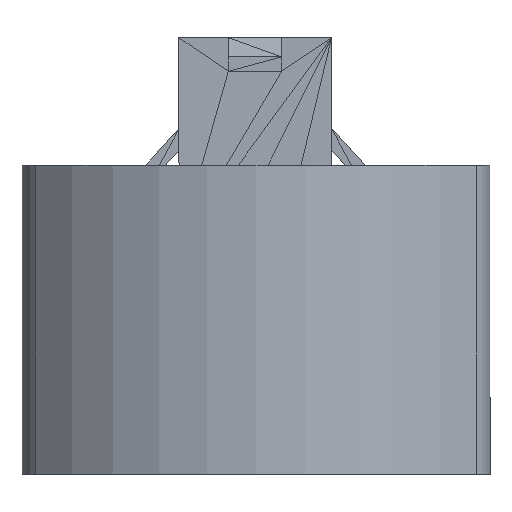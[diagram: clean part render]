
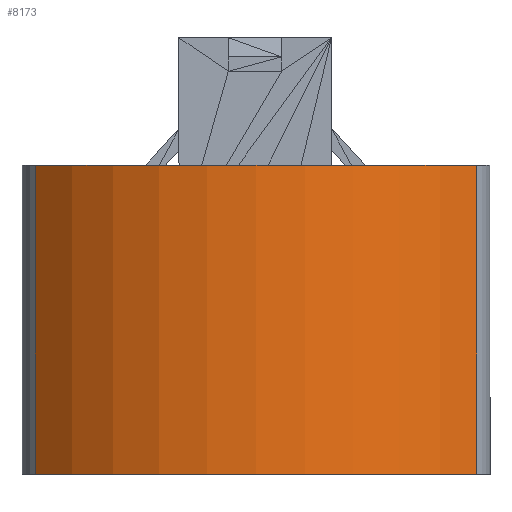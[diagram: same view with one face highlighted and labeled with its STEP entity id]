
A CAD part, front view. The second image highlights one B-rep face of the part: STEP entity #8173.
In plain terms, the highlighted cylindrical face has radius 15.585 mm (diameter 31.169 mm), a partial arc.
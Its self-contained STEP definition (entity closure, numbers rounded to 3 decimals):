
#64=CIRCLE('',#8836,15.585);
#65=CIRCLE('',#8837,15.585);
#104=CYLINDRICAL_SURFACE('',#8835,15.585);
#122=FACE_OUTER_BOUND('',#741,.T.);
#741=EDGE_LOOP('',(#5266,#5267,#5268,#5269));
#1366=LINE('',#11991,#2472);
#1367=LINE('',#11994,#2473);
#2472=VECTOR('',#9526,16.1);
#2473=VECTOR('',#9529,16.1);
#3578=VERTEX_POINT('',#11987);
#3579=VERTEX_POINT('',#11988);
#3580=VERTEX_POINT('',#11990);
#3581=VERTEX_POINT('',#11992);
#4112=EDGE_CURVE('',#3578,#3579,#64,.T.);
#4113=EDGE_CURVE('',#3579,#3580,#1366,.T.);
#4114=EDGE_CURVE('',#3581,#3580,#65,.T.);
#4115=EDGE_CURVE('',#3581,#3578,#1367,.T.);
#5266=ORIENTED_EDGE('',*,*,#4112,.T.);
#5267=ORIENTED_EDGE('',*,*,#4113,.T.);
#5268=ORIENTED_EDGE('',*,*,#4114,.F.);
#5269=ORIENTED_EDGE('',*,*,#4115,.T.);
#8173=ADVANCED_FACE('',(#122),#104,.T.);
#8835=AXIS2_PLACEMENT_3D('',#11986,#9522,#9523);
#8836=AXIS2_PLACEMENT_3D('',#11989,#9524,#9525);
#8837=AXIS2_PLACEMENT_3D('',#11993,#9527,#9528);
#9522=DIRECTION('center_axis',(0.,0.,1.));
#9523=DIRECTION('ref_axis',(1.,0.,0.));
#9524=DIRECTION('center_axis',(0.,0.,-1.));
#9525=DIRECTION('ref_axis',(-1.,0.,0.));
#9526=DIRECTION('',(0.,0.,-1.));
#9527=DIRECTION('center_axis',(0.,0.,-1.));
#9528=DIRECTION('ref_axis',(-1.,0.,0.));
#9529=DIRECTION('',(0.,0.,1.));
#11986=CARTESIAN_POINT('Origin',(44.828,63.187,630.5));
#11987=CARTESIAN_POINT('',(56.324,52.664,632.2));
#11988=CARTESIAN_POINT('',(33.332,52.664,632.2));
#11989=CARTESIAN_POINT('Origin',(44.828,63.187,632.2));
#11990=CARTESIAN_POINT('',(33.332,52.664,616.1));
#11991=CARTESIAN_POINT('',(33.332,52.664,632.2));
#11992=CARTESIAN_POINT('',(56.324,52.664,616.1));
#11993=CARTESIAN_POINT('Origin',(44.828,63.187,616.1));
#11994=CARTESIAN_POINT('',(56.324,52.664,616.1));
